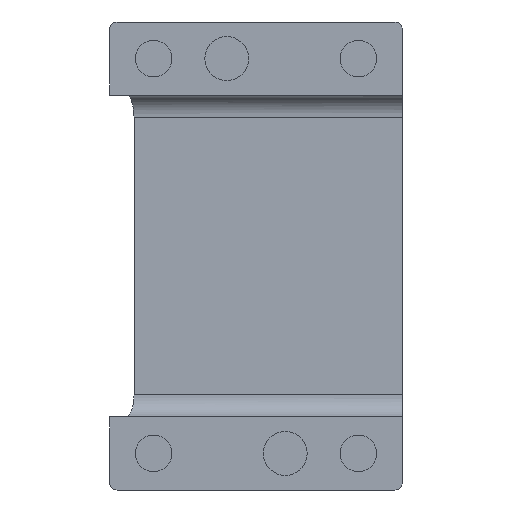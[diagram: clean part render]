
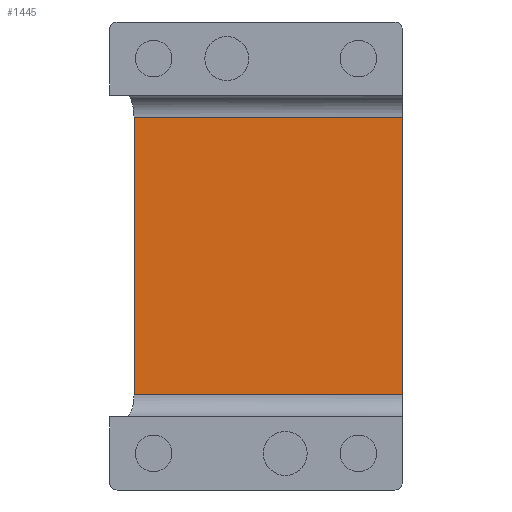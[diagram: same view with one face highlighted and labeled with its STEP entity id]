
A CAD part, left-side view. The second image highlights one B-rep face of the part: STEP entity #1445.
In plain terms, the highlighted planar face has unit normal (-1, 0, 0).
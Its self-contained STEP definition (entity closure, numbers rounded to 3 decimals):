
#16 = VERTEX_POINT ( 'NONE', #96 ) ;
#20 = DIRECTION ( 'NONE',  ( 0., 0., -1. ) ) ;
#83 = CARTESIAN_POINT ( 'NONE',  ( 11., 0., 9.5 ) ) ;
#96 = CARTESIAN_POINT ( 'NONE',  ( 11., -10., 9.5 ) ) ;
#236 = VERTEX_POINT ( 'NONE', #944 ) ;
#266 = ORIENTED_EDGE ( 'NONE', *, *, #2176, .F. ) ;
#273 = AXIS2_PLACEMENT_3D ( 'NONE', #1682, #334, #369 ) ;
#334 = DIRECTION ( 'NONE',  ( 1., 0., 0. ) ) ;
#335 = EDGE_LOOP ( 'NONE', ( #266, #1541, #1109, #1070 ) ) ;
#369 = DIRECTION ( 'NONE',  ( 0., 0., -1. ) ) ;
#487 = EDGE_CURVE ( 'NONE', #590, #236, #1805, .T. ) ;
#578 = LINE ( 'NONE', #2089, #729 ) ;
#590 = VERTEX_POINT ( 'NONE', #2247 ) ;
#729 = VECTOR ( 'NONE', #2342, 1000. ) ;
#915 = VECTOR ( 'NONE', #20, 1000. ) ;
#944 = CARTESIAN_POINT ( 'NONE',  ( 11., 8.342, -9.5 ) ) ;
#1061 = CARTESIAN_POINT ( 'NONE',  ( 11., 10., -9.5 ) ) ;
#1070 = ORIENTED_EDGE ( 'NONE', *, *, #487, .F. ) ;
#1109 = ORIENTED_EDGE ( 'NONE', *, *, #2102, .F. ) ;
#1145 = VERTEX_POINT ( 'NONE', #1858 ) ;
#1330 = LINE ( 'NONE', #2271, #915 ) ;
#1375 = VECTOR ( 'NONE', #2387, 1000. ) ;
#1394 = LINE ( 'NONE', #83, #2187 ) ;
#1445 = ADVANCED_FACE ( 'NONE', ( #1866 ), #1489, .F. ) ;
#1489 = PLANE ( 'NONE',  #273 ) ;
#1541 = ORIENTED_EDGE ( 'NONE', *, *, #2132, .T. ) ;
#1682 = CARTESIAN_POINT ( 'NONE',  ( 11., 10., -11. ) ) ;
#1805 = LINE ( 'NONE', #1061, #1375 ) ;
#1858 = CARTESIAN_POINT ( 'NONE',  ( 11., 8.342, 9.5 ) ) ;
#1866 = FACE_OUTER_BOUND ( 'NONE', #335, .T. ) ;
#2089 = CARTESIAN_POINT ( 'NONE',  ( 11., 8.342, 0. ) ) ;
#2102 = EDGE_CURVE ( 'NONE', #236, #1145, #578, .T. ) ;
#2132 = EDGE_CURVE ( 'NONE', #16, #1145, #1394, .T. ) ;
#2176 = EDGE_CURVE ( 'NONE', #16, #590, #1330, .T. ) ;
#2187 = VECTOR ( 'NONE', #2439, 1000. ) ;
#2247 = CARTESIAN_POINT ( 'NONE',  ( 11., -10., -9.5 ) ) ;
#2271 = CARTESIAN_POINT ( 'NONE',  ( 11., -10., 0. ) ) ;
#2342 = DIRECTION ( 'NONE',  ( 0., 0., 1. ) ) ;
#2387 = DIRECTION ( 'NONE',  ( 0., 1., 0. ) ) ;
#2439 = DIRECTION ( 'NONE',  ( 0., 1., 0. ) ) ;
